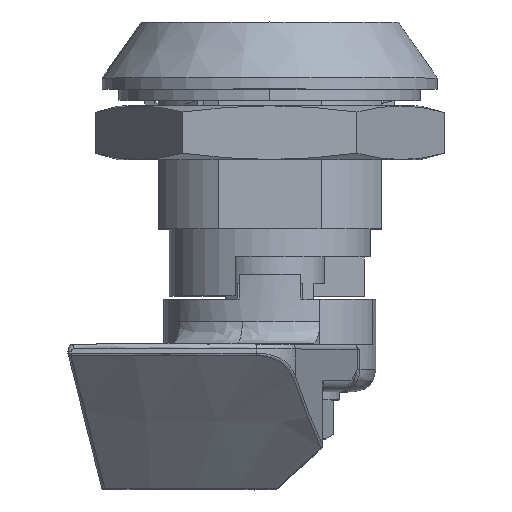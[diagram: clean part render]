
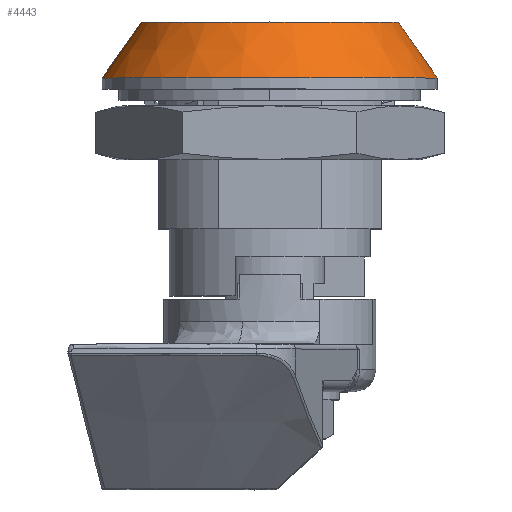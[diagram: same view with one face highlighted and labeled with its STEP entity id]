
A CAD part, top view. The second image highlights one B-rep face of the part: STEP entity #4443.
In plain terms, the highlighted conical face has half-angle 34.992 degrees and reference radius 15 mm.
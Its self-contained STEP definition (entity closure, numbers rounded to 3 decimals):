
#445 = DIRECTION ( 'NONE',  ( -0.573, -0.819, 0. ) ) ;
#801 = LINE ( 'NONE', #10446, #3621 ) ;
#823 = CONICAL_SURFACE ( 'NONE', #5356, 15., 0.611 ) ;
#1198 = FACE_OUTER_BOUND ( 'NONE', #14810, .T. ) ;
#1326 = ORIENTED_EDGE ( 'NONE', *, *, #2893, .F. ) ;
#1924 = DIRECTION ( 'NONE',  ( 0., -1., 0. ) ) ;
#2010 = ORIENTED_EDGE ( 'NONE', *, *, #10297, .T. ) ;
#2499 = VECTOR ( 'NONE', #445, 1000. ) ;
#2554 = CARTESIAN_POINT ( 'NONE',  ( 0., 1., 0. ) ) ;
#2893 = EDGE_CURVE ( 'NONE', #5367, #6541, #801, .T. ) ;
#3065 = CARTESIAN_POINT ( 'NONE',  ( -11.5, 6., 0. ) ) ;
#3621 = VECTOR ( 'NONE', #10308, 1000. ) ;
#3628 = CARTESIAN_POINT ( 'NONE',  ( 15., 1., 0. ) ) ;
#3733 = DIRECTION ( 'NONE',  ( 1., 0., 0. ) ) ;
#3804 = ORIENTED_EDGE ( 'NONE', *, *, #15239, .F. ) ;
#4443 = ADVANCED_FACE ( 'NONE', ( #1198 ), #823, .T. ) ;
#4939 = DIRECTION ( 'NONE',  ( 0., 1., 0. ) ) ;
#4955 = VERTEX_POINT ( 'NONE', #11980 ) ;
#5255 = LINE ( 'NONE', #6422, #2499 ) ;
#5356 = AXIS2_PLACEMENT_3D ( 'NONE', #7880, #1924, #10305 ) ;
#5367 = VERTEX_POINT ( 'NONE', #7302 ) ;
#6422 = CARTESIAN_POINT ( 'NONE',  ( -15., 1., 0. ) ) ;
#6470 = AXIS2_PLACEMENT_3D ( 'NONE', #12152, #4939, #13381 ) ;
#6541 = VERTEX_POINT ( 'NONE', #3628 ) ;
#7302 = CARTESIAN_POINT ( 'NONE',  ( 11.5, 6., 0. ) ) ;
#7341 = AXIS2_PLACEMENT_3D ( 'NONE', #2554, #10920, #3733 ) ;
#7880 = CARTESIAN_POINT ( 'NONE',  ( 0., 1., 0. ) ) ;
#8345 = VERTEX_POINT ( 'NONE', #3065 ) ;
#9419 = EDGE_CURVE ( 'NONE', #4955, #6541, #14717, .T. ) ;
#9963 = ORIENTED_EDGE ( 'NONE', *, *, #9419, .T. ) ;
#10297 = EDGE_CURVE ( 'NONE', #8345, #4955, #5255, .T. ) ;
#10305 = DIRECTION ( 'NONE',  ( 1., 0., 0. ) ) ;
#10308 = DIRECTION ( 'NONE',  ( 0.573, -0.819, 0. ) ) ;
#10446 = CARTESIAN_POINT ( 'NONE',  ( 15., 1., 0. ) ) ;
#10920 = DIRECTION ( 'NONE',  ( 0., 1., 0. ) ) ;
#11980 = CARTESIAN_POINT ( 'NONE',  ( -15., 1., 0. ) ) ;
#12152 = CARTESIAN_POINT ( 'NONE',  ( 0., 6., 0. ) ) ;
#12658 = CIRCLE ( 'NONE', #6470, 11.5 ) ;
#13381 = DIRECTION ( 'NONE',  ( 1., 0., 0. ) ) ;
#14717 = CIRCLE ( 'NONE', #7341, 15. ) ;
#14810 = EDGE_LOOP ( 'NONE', ( #3804, #2010, #9963, #1326 ) ) ;
#15239 = EDGE_CURVE ( 'NONE', #8345, #5367, #12658, .T. ) ;
